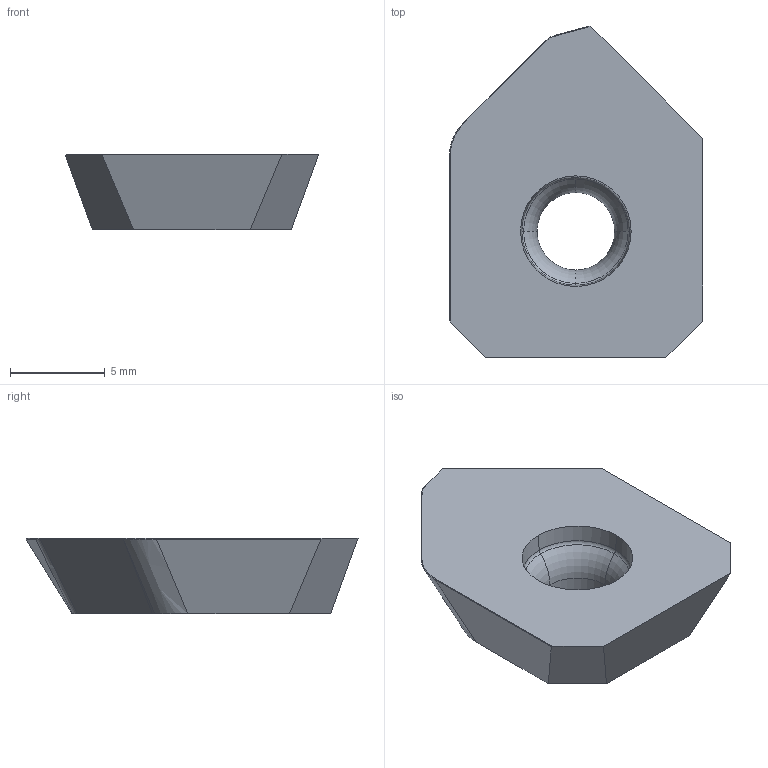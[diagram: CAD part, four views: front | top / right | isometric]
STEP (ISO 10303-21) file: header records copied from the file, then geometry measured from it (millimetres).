
FILE_DESCRIPTION(/* description */ (''),/* implementation_level */ '2;1');
FILE_NAME(/* name */ 'aaa332110_a.stp',/* time_stamp */ '2019-05-14T10:13:30+02:00',/* author */ (''),/* organization */ ('SMS'),/* preprocessor_version */ 'ST-DEVELOPER v15',/* originating_system */ 'SIEMENS PLM Software NX 8.5',/* authorisation */ '');
FILE_SCHEMA (('AUTOMOTIVE_DESIGN { 1 0 10303 214 3 1 1 1 }'));
Length unit declared in the file: millimetre
Products named in the file (1): AAA332110_A
Bounding box: 13.38 x 17.54 x 3.97 mm (x, y, z)
Volume: 531.1 mm3; surface area: 530.7 mm2
Topology: 1 solids, 1 shells, 44 faces, 105 edges, 65 vertices
Faces by surface type: plane 13, torus 12, cone 9, bspline 6, cylinder 4
Entity records: 1911 total; most frequent: CARTESIAN_POINT 874, ORIENTED_EDGE 208, DIRECTION 203, EDGE_CURVE 104, AXIS2_PLACEMENT_3D 83, VERTEX_POINT 62, EDGE_LOOP 46, ADVANCED_FACE 44
